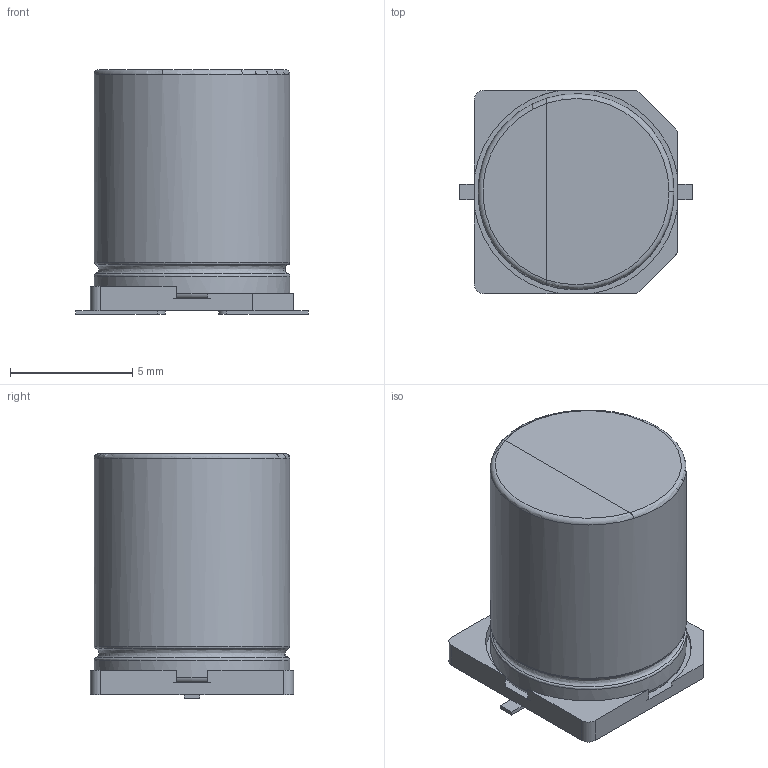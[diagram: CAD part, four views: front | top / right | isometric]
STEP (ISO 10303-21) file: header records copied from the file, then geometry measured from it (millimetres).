
FILE_DESCRIPTION(/* description */ ('model of CP_Elec_8x10'),/* implementation_level */ '2;1');
FILE_NAME(/* name */ 'CP_Elec_8x10.step',/* time_stamp */ '2017-02-19T18:41:28',/* author */ ('kicad StepUp','ksu'),/* organization */ ('FreeCAD'),/* preprocessor_version */ 'OCC',/* originating_system */ 'kicad StepUp',/* authorisation */ '');
FILE_SCHEMA(('AUTOMOTIVE_DESIGN_CC2 { 1 2 10303 214 -1 1 5 4 }'));
Length unit declared in the file: millimetre
Products named in the file (1): CP_Elec_8x1.0
Bounding box: 9.5 x 8.3 x 10 mm (x, y, z)
Volume: 505.9 mm3; surface area: 412.6 mm2
Topology: 1 solids, 1 shells, 41 faces, 103 edges, 65 vertices
Faces by surface type: plane 24, cylinder 10, torus 4, bspline 2, revolution 1
Full cylindrical faces by diameter (mm): 8 x2
Entity records: 1100 total; most frequent: CARTESIAN_POINT 384, ORIENTED_EDGE 162, EDGE_CURVE 103, VERTEX_POINT 65, LINE 57, AXIS2_PLACEMENT_3D 46, FACE_BOUND 42, EDGE_LOOP 42
